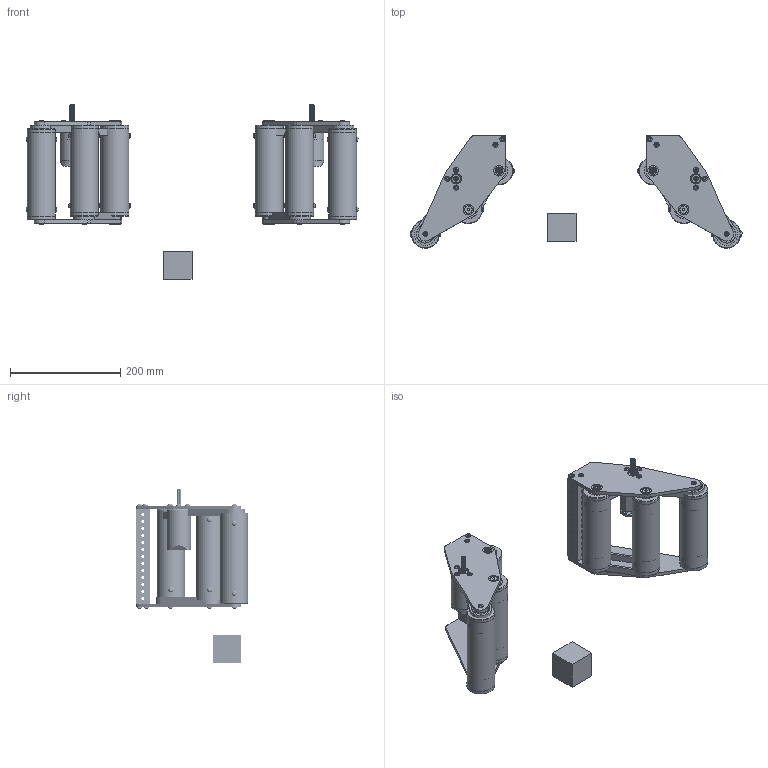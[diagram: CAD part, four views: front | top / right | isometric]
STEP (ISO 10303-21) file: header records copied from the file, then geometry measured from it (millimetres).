
FILE_DESCRIPTION(/* description */ ('STEP AP242 Edition 2','CAx-IF Rec.Pracs.---Representation and Presentation of Product Manufacturing Information (PMI)---4.0---2014-10-13','CAx-IF Rec.Pracs.---3D Tessellated Geometry---0.4---2014-09-14','2;1','CAx-IF Rec.Pracs.---User Defined Attributes---1.5---2016-08-15'),/* implementation_level */ '2;1');
FILE_NAME(/* name */ '6930ff6ae0d9edfed235da8f',/* time_stamp */ '2025-12-04T03:26:36Z',/* author */ (''),/* organization */ (''),/* preprocessor_version */ 'ST-DEVELOPER v20',/* originating_system */ 'ONSHAPE BY PTC INC, 1.207',/* authorisation */ ' ');
FILE_SCHEMA (('AP242_MANAGED_MODEL_BASED_3D_ENGINEERING_MIM_LF { 1 0 10303 442 3 1 4 }'));
Length unit declared in the file: metre
Products named in the file (24): Assembly; #10-32 x 0.375" L BHCS (Steel, Black Oxide); 0.541" ID Custom Spacer (0.75" OD,0.25" L); #10-32 x 1/2" L BHCS (Steel, Black Oxide); 1/2" Rounded Hex (13.75mm) ID Bearing (1.125" OD, 0.313" WD, Shielded
, Flanged); Tube 1"x1"x6.75"; 50T 5M 12.7mm Wide Belt; 60T 5M 12.7mm Wide Belt; 1/2" Rounded Hex (7" L, 13.75mm OD); #10-32 Square Nut; Part 5; Roller Endcap_None_24_Tooth_Square Nut; Part 3; Part 2; Deadaxle Tube_6_in; Kraken X44 Brushless Motor-Mirrored; Kraken X44 Brushless Motor; Tube Roller System (Custom, Latheless) <3>; Tube Roller System (Custom, Latheless) <2>; Origin Cube; Tube Roller System (Custom, Latheless) <1>
Assembly tree (140 placements, depth 3):
  Assembly
    #10-32 x 0.375" L BHCS (Steel, Black Oxide)  x12
    0.541" ID Custom Spacer (0.75" OD,0.25" L)  x6
    #10-32 x 1/2" L BHCS (Steel, Black Oxide)  x24
    1/2" Rounded Hex (13.75mm) ID Bearing (1.125" OD, 0.313" WD, Shielded
, Flanged)  x6
    Tube 1"x1"x6.75"  x2
    50T 5M 12.7mm Wide Belt  x2
    60T 5M 12.7mm Wide Belt  x2
    1/2" Rounded Hex (7" L, 13.75mm OD)  x3
    #10-32 Square Nut  x12
    Part 5  x2
    60T 5M 12.7mm Wide Belt  x2
    Roller Endcap_None_24_Tooth_Square Nut  x6
    Part 3  x2
    Part 2  x2
    Deadaxle Tube_6_in  x3
    Kraken X44 Brushless Motor-Mirrored
    Kraken X44 Brushless Motor
    Tube Roller System (Custom, Latheless) <3>
      #10-32 x 0.375" L BHCS (Steel, Black Oxide)  x4
      Deadaxle Tube_6_in
      #10-32 Square Nut  x4
      Roller Endcap_None_24_Tooth_Square Nut  x2
      1/2" Rounded Hex (13.75mm) ID Bearing (1.125" OD, 0.313" WD, Shielded
, Flanged)  x2
      0.541" ID Custom Spacer (0.75" OD,0.25" L)  x2
      1/2" Rounded Hex (7" L, 13.75mm OD)
    Tube Roller System (Custom, Latheless) <2>
      1/2" Rounded Hex (13.75mm) ID Bearing (1.125" OD, 0.313" WD, Shielded
, Flanged)  x2
      #10-32 x 0.375" L BHCS (Steel, Black Oxide)  x4
      0.541" ID Custom Spacer (0.75" OD,0.25" L)  x2
      #10-32 Square Nut  x4
      1/2" Rounded Hex (7" L, 13.75mm OD)
      Deadaxle Tube_6_in
      Roller Endcap_None_24_Tooth_Square Nut  x2
    Origin Cube
    Tube Roller System (Custom, Latheless) <1>
      Roller Endcap_None_24_Tooth_Square Nut  x2
      Deadaxle Tube_6_in
      #10-32 x 0.375" L BHCS (Steel, Black Oxide)  x4
      1/2" Rounded Hex (13.75mm) ID Bearing (1.125" OD, 0.313" WD, Shielded
, Flanged)  x2
      #10-32 Square Nut  x4
      0.541" ID Custom Spacer (0.75" OD,0.25" L)  x2
      1/2" Rounded Hex (7" L, 13.75mm OD)
Bounding box: 602.03 x 203.65 x 316.76 mm (x, y, z)
Volume: 1875468.1 mm3; surface area: 864605.9 mm2
Topology: 137 solids, 141 shells, 2846 faces, 6788 edges, 4524 vertices
Faces by surface type: plane 1618, cylinder 838, cone 256, bspline 74, sphere 48, torus 12
Full cylindrical faces by diameter (mm): 2.261 x4, 2.946 x4, 3.658 x4, 4.039 x54, 4.826 x48, 4.978 x104, 5.105 x72, 5.563 x4, 6.731 x30, 7.137 x4, 8.687 x2, 9.169 x48, 13.75 x12, 13.877 x12, 15.875 x12, 16 x2, 19.05 x14, 19.101 x2, 19.204 x24, 24.575 x24, 28.575 x12, 28.702 x12, 31.12 x12, 32.703 x12, 47.498 x12, 47.625 x6, 50.8 x18
Entity records: 38956 total; most frequent: CARTESIAN_POINT 9336, DIRECTION 5591, ORIENTED_EDGE 5446, EDGE_CURVE 2723, AXIS2_PLACEMENT_3D 1999, VERTEX_POINT 1924, EDGE_LOOP 1607, FACE_BOUND 1607
